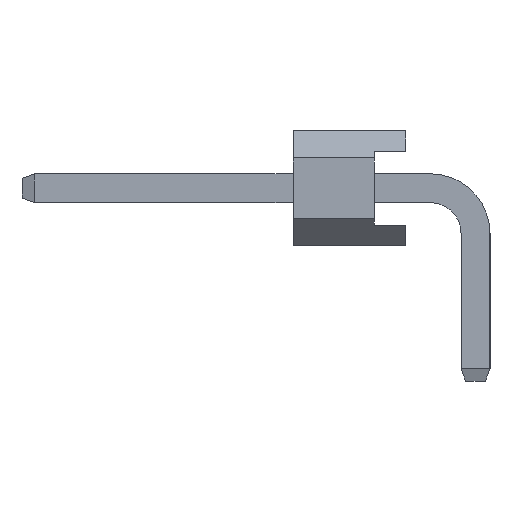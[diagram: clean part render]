
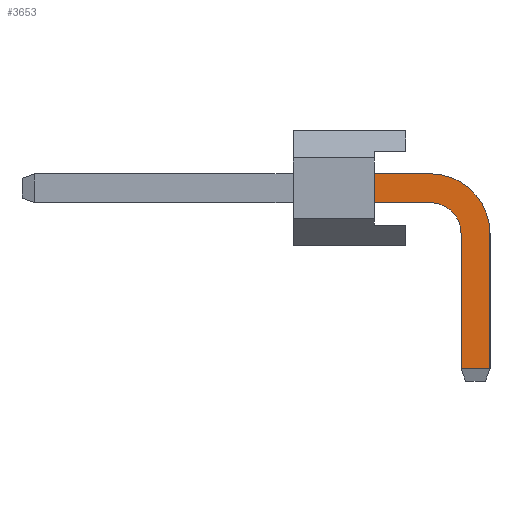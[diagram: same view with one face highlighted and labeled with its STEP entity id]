
A CAD part, left-side view. The second image highlights one B-rep face of the part: STEP entity #3653.
In plain terms, the highlighted planar face has unit normal (-1, 0, 0).
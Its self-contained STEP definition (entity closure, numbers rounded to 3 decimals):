
#3653=ADVANCED_FACE('',(#10189),#10191,.T.);
#10189=FACE_BOUND('',#10190,.T.);
#10190=EDGE_LOOP('',(#15505,#15506,#15507,#15508,#15509,#15510,#15511,#15512));
#10191=PLANE('',#10192);
#10192=AXIS2_PLACEMENT_3D('',#10193,#10194,#10195);
#10193=CARTESIAN_POINT('',(-0.32,0.32,-3.));
#10194=DIRECTION('',(-1.,0.,0.));
#10195=DIRECTION('',(0.,-1.,0.));
#15505=ORIENTED_EDGE('',*,*,#18669,.T.);
#15506=ORIENTED_EDGE('',*,*,#18670,.T.);
#15507=ORIENTED_EDGE('',*,*,#18671,.T.);
#15508=ORIENTED_EDGE('',*,*,#18672,.T.);
#15509=ORIENTED_EDGE('',*,*,#17629,.T.);
#15510=ORIENTED_EDGE('',*,*,#18673,.F.);
#15511=ORIENTED_EDGE('',*,*,#18674,.F.);
#15512=ORIENTED_EDGE('',*,*,#18675,.F.);
#17629=EDGE_CURVE('',#20185,#20186,#20187,.T.);
#18669=EDGE_CURVE('',#21817,#21818,#21819,.T.);
#18670=EDGE_CURVE('',#21818,#21820,#21821,.T.);
#18671=EDGE_CURVE('',#21820,#21822,#21823,.T.);
#18672=EDGE_CURVE('',#21822,#20185,#21824,.T.);
#18673=EDGE_CURVE('',#21825,#20186,#21826,.T.);
#18674=EDGE_CURVE('',#21827,#21825,#21828,.T.);
#18675=EDGE_CURVE('',#21817,#21827,#21829,.T.);
#20185=VERTEX_POINT('',#24545);
#20186=VERTEX_POINT('',#24546);
#20187=LINE('',#24547,#24548);
#21817=VERTEX_POINT('',#28353);
#21818=VERTEX_POINT('',#28354);
#21819=LINE('',#28355,#28356);
#21820=VERTEX_POINT('',#28358);
#21821=LINE('',#28359,#28360);
#21822=VERTEX_POINT('',#28362);
#21823=CIRCLE('',#28363,1.32);
#21824=LINE('',#28367,#28368);
#21825=VERTEX_POINT('',#28370);
#21826=LINE('',#28371,#28372);
#21827=VERTEX_POINT('',#28374);
#21828=CIRCLE('',#28375,0.68);
#21829=LINE('',#28379,#28380);
#24545=CARTESIAN_POINT('',(-0.32,2.24,1.59));
#24546=CARTESIAN_POINT('',(-0.32,2.24,0.95));
#24547=CARTESIAN_POINT('',(-0.32,2.24,1.59));
#24548=VECTOR('',#24549,1.);
#24549=DIRECTION('',(0.,0.,-1.));
#28353=CARTESIAN_POINT('',(-0.32,0.32,-2.725));
#28354=CARTESIAN_POINT('',(-0.32,-0.32,-2.725));
#28355=CARTESIAN_POINT('',(-0.32,0.32,-2.725));
#28356=VECTOR('',#28357,1.);
#28357=DIRECTION('',(0.,-1.,0.));
#28358=CARTESIAN_POINT('',(-0.32,-0.32,0.27));
#28359=CARTESIAN_POINT('',(-0.32,-0.32,-2.725));
#28360=VECTOR('',#28361,1.);
#28361=DIRECTION('',(0.,0.,1.));
#28362=CARTESIAN_POINT('',(-0.32,1.,1.59));
#28363=AXIS2_PLACEMENT_3D('',#28364,#28365,#28366);
#28364=CARTESIAN_POINT('',(-0.32,1.,0.27));
#28365=DIRECTION('',(-1.,-0.,0.));
#28366=DIRECTION('',(0.,-1.,0.));
#28367=CARTESIAN_POINT('',(-0.32,1.,1.59));
#28368=VECTOR('',#28369,1.);
#28369=DIRECTION('',(0.,1.,0.));
#28370=CARTESIAN_POINT('',(-0.32,1.,0.95));
#28371=CARTESIAN_POINT('',(-0.32,1.,0.95));
#28372=VECTOR('',#28373,1.);
#28373=DIRECTION('',(0.,1.,0.));
#28374=CARTESIAN_POINT('',(-0.32,0.32,0.27));
#28375=AXIS2_PLACEMENT_3D('',#28376,#28377,#28378);
#28376=CARTESIAN_POINT('',(-0.32,1.,0.27));
#28377=DIRECTION('',(-1.,-0.,0.));
#28378=DIRECTION('',(0.,-1.,0.));
#28379=CARTESIAN_POINT('',(-0.32,0.32,-2.725));
#28380=VECTOR('',#28381,1.);
#28381=DIRECTION('',(0.,0.,1.));
